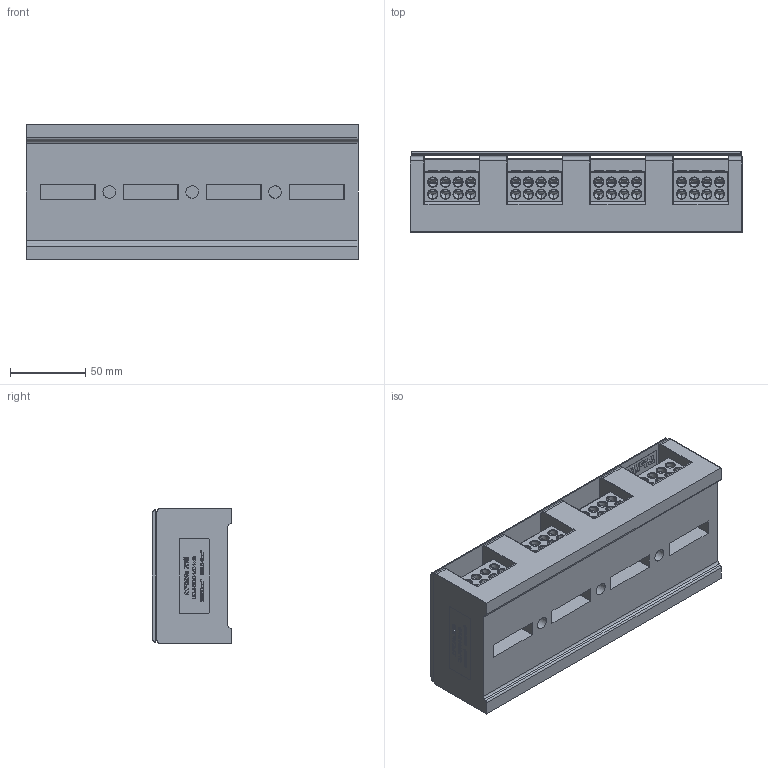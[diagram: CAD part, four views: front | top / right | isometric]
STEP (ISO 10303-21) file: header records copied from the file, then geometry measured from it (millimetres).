
FILE_DESCRIPTION((''),'2;1');
FILE_NAME('5YB574950','2023-07-28T',('Administrator'),(''),'PRO/ENGINEER BY PARAMETRIC TECHNOLOGY CORPORATION, 2013230','PRO/ENGINEER BY PARAMETRIC TECHNOLOGY CORPORATION, 2013230','');
FILE_SCHEMA(('CONFIG_CONTROL_DESIGN'));
Products named in the file (1): 5YB574950
Bounding box: 220.2 x 53 x 90 mm (x, y, z)
Volume: 671947.1 mm3; surface area: 181233.6 mm2
Topology: 1 solids, 37 shells, 4210 faces, 11725 edges, 7562 vertices
Faces by surface type: plane 3129, cylinder 605, cone 352, sphere 80, torus 44
Entity records: 152878 total; most frequent: CARTESIAN_POINT 26974, ORIENTED_EDGE 23082, DIRECTION 21185, EDGE_CURVE 11541, VECTOR 9121, LINE 9121, VERTEX_POINT 7562, AXIS2_PLACEMENT_3D 6032
